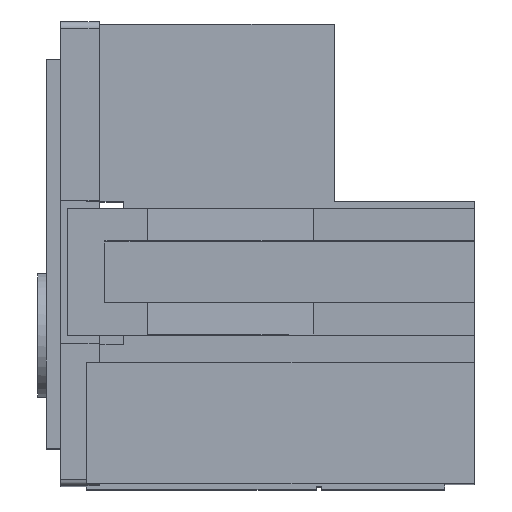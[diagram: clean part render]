
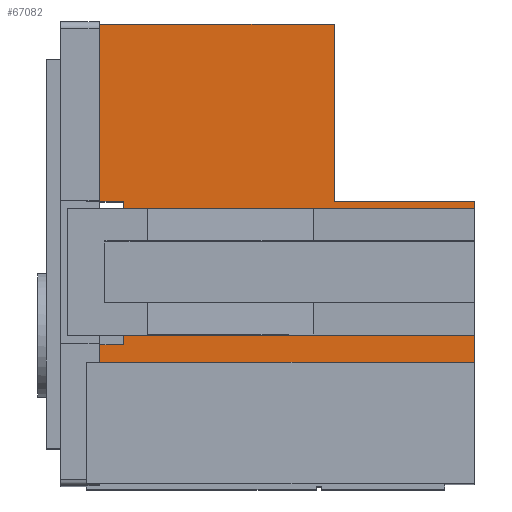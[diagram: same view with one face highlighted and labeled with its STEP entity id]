
A CAD part, top view. The second image highlights one B-rep face of the part: STEP entity #67082.
In plain terms, the highlighted planar face has unit normal (0, 0, 1).
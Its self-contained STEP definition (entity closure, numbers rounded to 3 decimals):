
#5423 = CARTESIAN_POINT ( 'NONE',  ( 1.75, 6.6, 31.325 ) ) ;
#6042 = DIRECTION ( 'NONE',  ( 0., 1., 0. ) ) ;
#6136 = VERTEX_POINT ( 'NONE', #61777 ) ;
#6984 = CARTESIAN_POINT ( 'NONE',  ( 0., 21.8, 31.325 ) ) ;
#7279 = EDGE_CURVE ( 'NONE', #59637, #31212, #17622, .T. ) ;
#8419 = CARTESIAN_POINT ( 'NONE',  ( 18.4, 21.8, 31.325 ) ) ;
#9098 = LINE ( 'NONE', #23329, #59297 ) ;
#9280 = LINE ( 'NONE', #28532, #58408 ) ;
#9921 = VECTOR ( 'NONE', #27305, 1000. ) ;
#10623 = LINE ( 'NONE', #80100, #50174 ) ;
#11396 = VECTOR ( 'NONE', #77195, 1000. ) ;
#12714 = ORIENTED_EDGE ( 'NONE', *, *, #74095, .T. ) ;
#12927 = LINE ( 'NONE', #76917, #77247 ) ;
#13943 = DIRECTION ( 'NONE',  ( 1., 0., 0. ) ) ;
#14778 = ORIENTED_EDGE ( 'NONE', *, *, #31033, .T. ) ;
#15706 = EDGE_CURVE ( 'NONE', #25156, #45951, #66179, .T. ) ;
#15828 = EDGE_CURVE ( 'NONE', #6136, #36522, #9280, .T. ) ;
#15832 = DIRECTION ( 'NONE',  ( 0., -1., 0. ) ) ;
#16789 = ORIENTED_EDGE ( 'NONE', *, *, #22549, .F. ) ;
#17622 = LINE ( 'NONE', #6984, #63774 ) ;
#17706 = ORIENTED_EDGE ( 'NONE', *, *, #15706, .T. ) ;
#19757 = CARTESIAN_POINT ( 'NONE',  ( 18.4, 13.4, 31.325 ) ) ;
#19946 = LINE ( 'NONE', #58417, #24431 ) ;
#20632 = LINE ( 'NONE', #51590, #9921 ) ;
#22310 = VECTOR ( 'NONE', #41936, 1000. ) ;
#22549 = EDGE_CURVE ( 'NONE', #80732, #41808, #19946, .T. ) ;
#23329 = CARTESIAN_POINT ( 'NONE',  ( 11.75, 13.4, 31.325 ) ) ;
#24431 = VECTOR ( 'NONE', #45033, 1000. ) ;
#24496 = CARTESIAN_POINT ( 'NONE',  ( 18.4, 13.05, 31.325 ) ) ;
#24604 = VECTOR ( 'NONE', #59476, 1000. ) ;
#24899 = VECTOR ( 'NONE', #53247, 1000. ) ;
#25072 = EDGE_CURVE ( 'NONE', #82475, #59637, #53820, .T. ) ;
#25156 = VERTEX_POINT ( 'NONE', #80191 ) ;
#26579 = ORIENTED_EDGE ( 'NONE', *, *, #80328, .F. ) ;
#27240 = DIRECTION ( 'NONE',  ( 0., 0., -1. ) ) ;
#27305 = DIRECTION ( 'NONE',  ( 0., 1., 0. ) ) ;
#28532 = CARTESIAN_POINT ( 'NONE',  ( 18.4, 13.05, 31.325 ) ) ;
#30812 = VERTEX_POINT ( 'NONE', #82636 ) ;
#31033 = EDGE_CURVE ( 'NONE', #55608, #80435, #49792, .T. ) ;
#31212 = VERTEX_POINT ( 'NONE', #33028 ) ;
#32282 = DIRECTION ( 'NONE',  ( -1., 0., 0. ) ) ;
#32766 = CARTESIAN_POINT ( 'NONE',  ( 11.75, 13.4, 31.325 ) ) ;
#33028 = CARTESIAN_POINT ( 'NONE',  ( 0., 21.8, 31.325 ) ) ;
#33364 = DIRECTION ( 'NONE',  ( -1., 0., 0. ) ) ;
#36125 = DIRECTION ( 'NONE',  ( 0., 1., 0. ) ) ;
#36288 = CARTESIAN_POINT ( 'NONE',  ( 1.75, 13.4, 31.325 ) ) ;
#36522 = VERTEX_POINT ( 'NONE', #72704 ) ;
#36753 = ORIENTED_EDGE ( 'NONE', *, *, #57551, .T. ) ;
#37440 = LINE ( 'NONE', #57107, #11396 ) ;
#37758 = EDGE_LOOP ( 'NONE', ( #68122, #70625, #26579, #14778, #67861, #17706, #67986, #16789, #12714, #56660, #36753, #53723, #44003, #63081 ) ) ;
#39360 = CARTESIAN_POINT ( 'NONE',  ( 11.75, 21.8, 31.325 ) ) ;
#39374 = VECTOR ( 'NONE', #6042, 1000. ) ;
#40827 = CARTESIAN_POINT ( 'NONE',  ( 1.75, 13.4, 31.325 ) ) ;
#41694 = VERTEX_POINT ( 'NONE', #32766 ) ;
#41808 = VERTEX_POINT ( 'NONE', #46161 ) ;
#41936 = DIRECTION ( 'NONE',  ( -1., 0., 0. ) ) ;
#42335 = CARTESIAN_POINT ( 'NONE',  ( 0., 6.6, 31.325 ) ) ;
#42779 = FACE_OUTER_BOUND ( 'NONE', #37758, .T. ) ;
#44003 = ORIENTED_EDGE ( 'NONE', *, *, #66130, .F. ) ;
#45033 = DIRECTION ( 'NONE',  ( 1., 0., 0. ) ) ;
#45951 = VERTEX_POINT ( 'NONE', #60082 ) ;
#46161 = CARTESIAN_POINT ( 'NONE',  ( 18.4, 7.05, 31.325 ) ) ;
#46525 = VERTEX_POINT ( 'NONE', #39360 ) ;
#46877 = CARTESIAN_POINT ( 'NONE',  ( 15.07, 7.05, 31.325 ) ) ;
#49792 = LINE ( 'NONE', #5423, #22310 ) ;
#50165 = DIRECTION ( 'NONE',  ( 0., 1., 0. ) ) ;
#50174 = VECTOR ( 'NONE', #36125, 1000. ) ;
#51590 = CARTESIAN_POINT ( 'NONE',  ( 1.75, 13.4, 31.325 ) ) ;
#52807 = LINE ( 'NONE', #8419, #24604 ) ;
#53247 = DIRECTION ( 'NONE',  ( 1., 0., 0. ) ) ;
#53723 = ORIENTED_EDGE ( 'NONE', *, *, #77409, .F. ) ;
#53820 = LINE ( 'NONE', #40827, #60617 ) ;
#55608 = VERTEX_POINT ( 'NONE', #63379 ) ;
#56118 = EDGE_CURVE ( 'NONE', #45951, #41808, #52807, .T. ) ;
#56660 = ORIENTED_EDGE ( 'NONE', *, *, #15828, .T. ) ;
#57107 = CARTESIAN_POINT ( 'NONE',  ( 0., 21.8, 31.325 ) ) ;
#57494 = EDGE_CURVE ( 'NONE', #31212, #46525, #37440, .T. ) ;
#57551 = EDGE_CURVE ( 'NONE', #36522, #30812, #82662, .T. ) ;
#58408 = VECTOR ( 'NONE', #13943, 1000. ) ;
#58417 = CARTESIAN_POINT ( 'NONE',  ( 15.07, 7.05, 31.325 ) ) ;
#59297 = VECTOR ( 'NONE', #15832, 1000. ) ;
#59476 = DIRECTION ( 'NONE',  ( 0., 1., 0. ) ) ;
#59637 = VERTEX_POINT ( 'NONE', #76376 ) ;
#60082 = CARTESIAN_POINT ( 'NONE',  ( 18.4, 5.75, 31.325 ) ) ;
#60337 = CARTESIAN_POINT ( 'NONE',  ( 0., 5.75, 31.325 ) ) ;
#60541 = VECTOR ( 'NONE', #76616, 1000. ) ;
#60617 = VECTOR ( 'NONE', #33364, 1000. ) ;
#61777 = CARTESIAN_POINT ( 'NONE',  ( 15.07, 13.05, 31.325 ) ) ;
#62062 = AXIS2_PLACEMENT_3D ( 'NONE', #70780, #27240, #32282 ) ;
#63081 = ORIENTED_EDGE ( 'NONE', *, *, #57494, .F. ) ;
#63379 = CARTESIAN_POINT ( 'NONE',  ( 1.75, 6.6, 31.325 ) ) ;
#63774 = VECTOR ( 'NONE', #64307, 1000. ) ;
#64307 = DIRECTION ( 'NONE',  ( 0., 1., 0. ) ) ;
#66130 = EDGE_CURVE ( 'NONE', #46525, #41694, #9098, .T. ) ;
#66179 = LINE ( 'NONE', #60337, #24899 ) ;
#67082 = ADVANCED_FACE ( 'NONE', ( #42779 ), #69921, .F. ) ;
#67861 = ORIENTED_EDGE ( 'NONE', *, *, #69575, .F. ) ;
#67986 = ORIENTED_EDGE ( 'NONE', *, *, #56118, .T. ) ;
#68122 = ORIENTED_EDGE ( 'NONE', *, *, #7279, .F. ) ;
#69575 = EDGE_CURVE ( 'NONE', #25156, #80435, #10623, .T. ) ;
#69921 = PLANE ( 'NONE',  #62062 ) ;
#70365 = LINE ( 'NONE', #19757, #60541 ) ;
#70625 = ORIENTED_EDGE ( 'NONE', *, *, #25072, .F. ) ;
#70780 = CARTESIAN_POINT ( 'NONE',  ( 0., 21.8, 31.325 ) ) ;
#72704 = CARTESIAN_POINT ( 'NONE',  ( 18.4, 13.05, 31.325 ) ) ;
#74095 = EDGE_CURVE ( 'NONE', #80732, #6136, #12927, .T. ) ;
#76376 = CARTESIAN_POINT ( 'NONE',  ( 0., 13.4, 31.325 ) ) ;
#76616 = DIRECTION ( 'NONE',  ( 1., 0., 0. ) ) ;
#76917 = CARTESIAN_POINT ( 'NONE',  ( 15.07, 7.05, 31.325 ) ) ;
#77195 = DIRECTION ( 'NONE',  ( 1., 0., 0. ) ) ;
#77247 = VECTOR ( 'NONE', #50165, 1000. ) ;
#77409 = EDGE_CURVE ( 'NONE', #41694, #30812, #70365, .T. ) ;
#80100 = CARTESIAN_POINT ( 'NONE',  ( 0., 21.8, 31.325 ) ) ;
#80191 = CARTESIAN_POINT ( 'NONE',  ( 0., 5.75, 31.325 ) ) ;
#80328 = EDGE_CURVE ( 'NONE', #55608, #82475, #20632, .T. ) ;
#80435 = VERTEX_POINT ( 'NONE', #42335 ) ;
#80732 = VERTEX_POINT ( 'NONE', #46877 ) ;
#82475 = VERTEX_POINT ( 'NONE', #36288 ) ;
#82636 = CARTESIAN_POINT ( 'NONE',  ( 18.4, 13.4, 31.325 ) ) ;
#82662 = LINE ( 'NONE', #24496, #39374 ) ;
